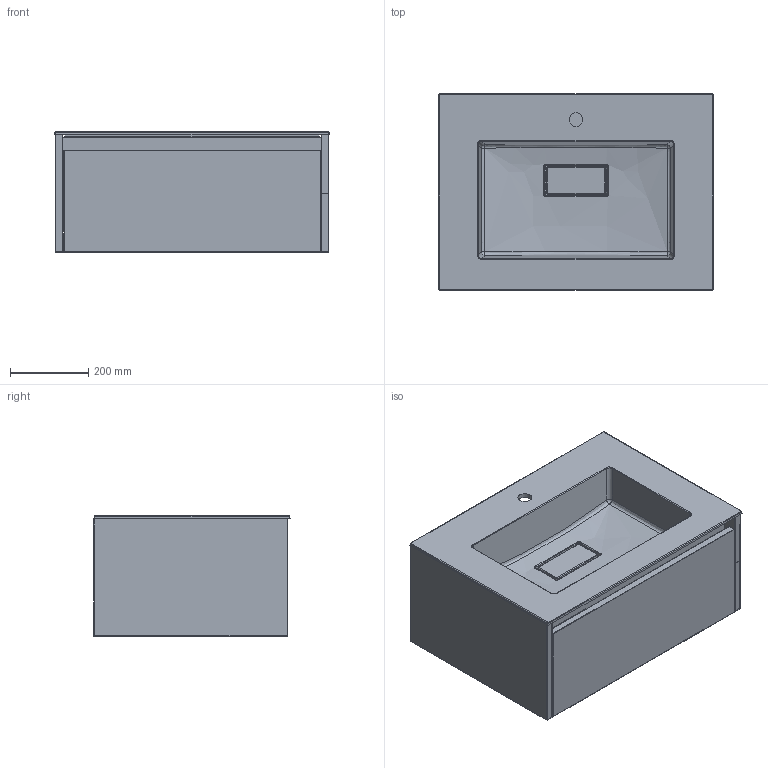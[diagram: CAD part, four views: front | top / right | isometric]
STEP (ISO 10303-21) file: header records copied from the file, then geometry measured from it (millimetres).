
FILE_DESCRIPTION(/* description */ (''),/* implementation_level */ '2;1');
FILE_NAME(/* name */ 'Erica 700+тумба.stp',/* time_stamp */ '2025-07-29T13:27:11+03:00',/* author */ ('ya'),/* organization */ (''),/* preprocessor_version */ 'ST-DEVELOPER v18.1',/* originating_system */ 'Autodesk Inventor 2022',/* authorisation */ '');
FILE_SCHEMA (('AUTOMOTIVE_DESIGN { 1 0 10303 214 3 1 1 }'));
Length unit declared in the file: millimetre
Products named in the file (4): Сборка2; чехол 88; Erica 700; Erica 700т
Assembly tree (3 placements, depth 2):
  Сборка2
    чехол 88
    Erica 700
    Erica 700т
Bounding box: 700 x 500 x 307 mm (x, y, z)
Volume: 26578613.3 mm3; surface area: 4157944.1 mm2
Topology: 27 solids, 27 shells, 458 faces, 1061 edges, 647 vertices
Faces by surface type: plane 248, bspline 108, cylinder 77, sphere 10, torus 8, cone 7
Full cylindrical faces by diameter (mm): 6 x2, 35 x1
Entity records: 33571 total; most frequent: CARTESIAN_POINT 23826, ORIENTED_EDGE 2110, DIRECTION 1736, EDGE_CURVE 1055, VERTEX_POINT 647, LINE 644, VECTOR 644, AXIS2_PLACEMENT_3D 546
